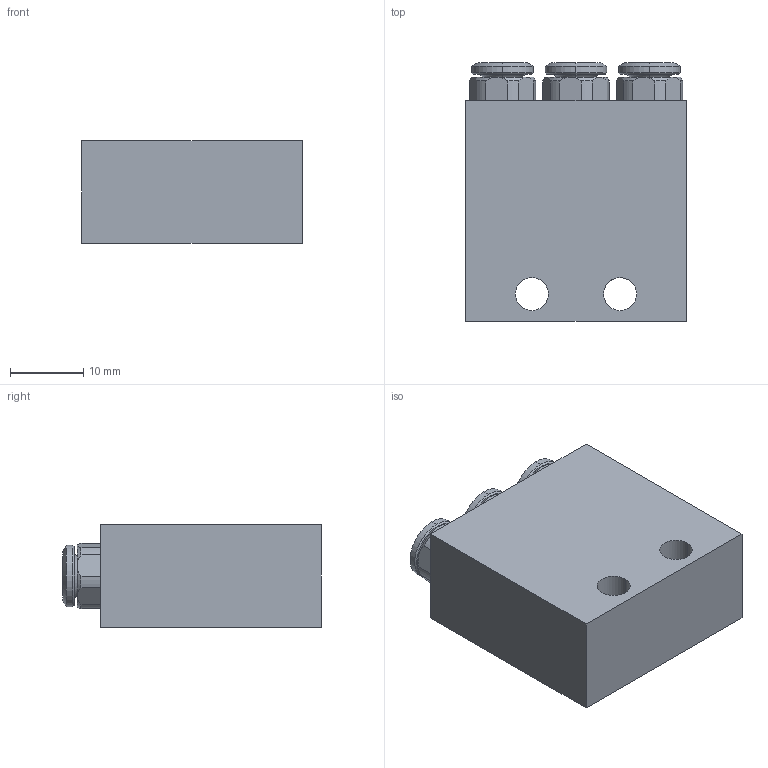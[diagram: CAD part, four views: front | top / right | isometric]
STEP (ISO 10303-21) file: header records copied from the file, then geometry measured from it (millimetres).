
FILE_DESCRIPTION (( 'STEP AP214' ), '1' );
FILE_NAME ('08_021_4.STEP', '2016-01-04T10:00:23', ( 'sopra-pneumatic.com' ), ( '' ), 'SwSTEP 2.0', 'SolidWorks 2016', '' );
FILE_SCHEMA (( 'AUTOMOTIVE_DESIGN' ));
Length unit declared in the file: millimetre
Products named in the file (1): 08_021_4
Bounding box: 30 x 35.2 x 14 mm (x, y, z)
Volume: 12671.3 mm3; surface area: 4734.2 mm2
Topology: 1 solids, 1 shells, 188 faces, 488 edges, 314 vertices
Faces by surface type: plane 79, cylinder 51, cone 50, torus 8
Entity records: 7758 total; most frequent: CARTESIAN_POINT 1274, DIRECTION 1018, ORIENTED_EDGE 976, EDGE_CURVE 488, AXIS2_PLACEMENT_3D 404, VERTEX_POINT 314, CIRCLE 215, LINE 210
